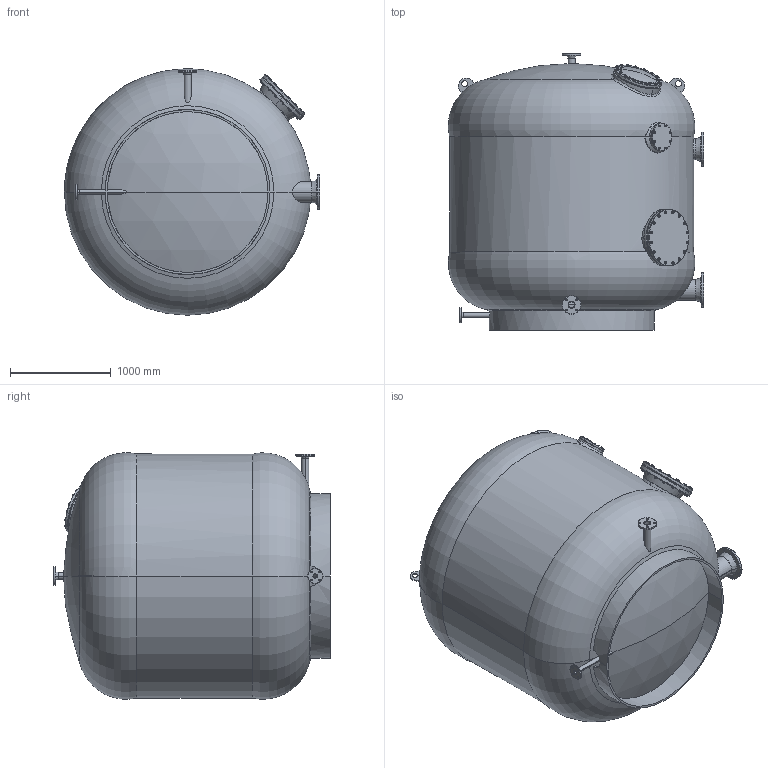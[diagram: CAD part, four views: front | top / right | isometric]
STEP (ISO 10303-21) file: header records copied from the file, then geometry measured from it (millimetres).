
FILE_DESCRIPTION (( 'STEP AP214' ), '1' );
FILE_NAME ('mediterran240c.STEP', '2020-11-03T13:26:02', ( '' ), ( '' ), 'SwSTEP 2.0', 'SolidWorks 2019', '' );
FILE_SCHEMA (( 'AUTOMOTIVE_DESIGN' ));
Length unit declared in the file: millimetre
Products named in the file (1): mediterran240c
Bounding box: 2537.58 x 2749.28 x 2449.23 mm (x, y, z)
Surface area: 52620518.1 mm2 (no closed solid volume)
Topology: 0 solids, 213 shells, 2193 faces, 4954 edges, 3112 vertices
Faces by surface type: cylinder 689, cone 687, plane 682, torus 112, bspline 15, sphere 8
Entity records: 109837 total; most frequent: CARTESIAN_POINT 36028, DIRECTION 10190, ORIENTED_EDGE 9516, EDGE_CURVE 4902, AXIS2_PLACEMENT_3D 4354, VERTEX_POINT 3112, EDGE_LOOP 2614, UNCERTAINTY_MEASURE_WITH_UNIT 2320
